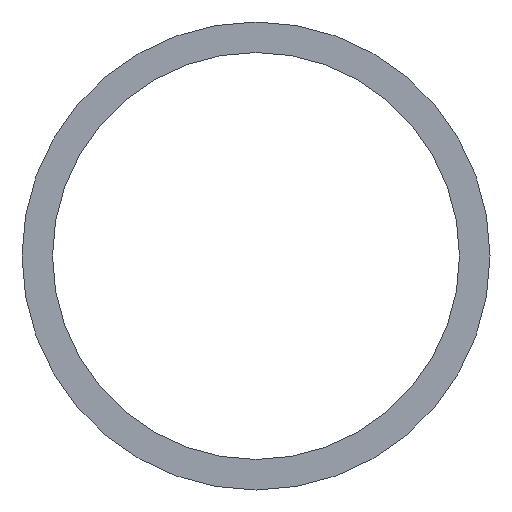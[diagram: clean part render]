
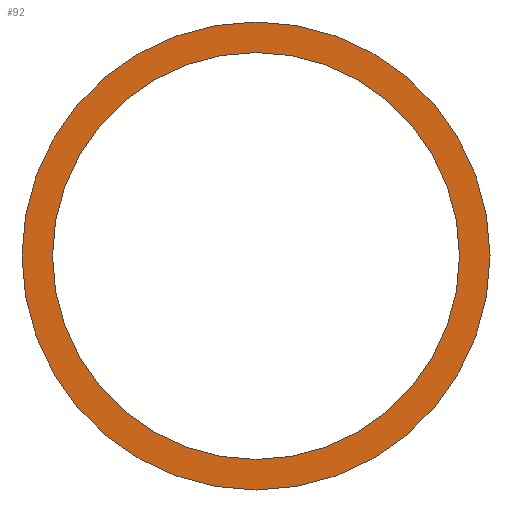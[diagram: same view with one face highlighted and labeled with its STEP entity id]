
A CAD part, front view. The second image highlights one B-rep face of the part: STEP entity #92.
In plain terms, the highlighted planar face has unit normal (0, -1, 0).
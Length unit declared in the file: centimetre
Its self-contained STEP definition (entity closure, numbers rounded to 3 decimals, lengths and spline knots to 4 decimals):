
#7 = CARTESIAN_POINT ( 'NONE',  ( 0., 0., -0.3067 ) ) ;
#8 = VERTEX_POINT ( 'NONE', #89 ) ;
#12 = EDGE_CURVE ( 'NONE', #153, #8, #155, .T. ) ;
#16 = CARTESIAN_POINT ( 'NONE',  ( 0., 0., 0. ) ) ;
#17 = CARTESIAN_POINT ( 'NONE',  ( 0., 0., 0. ) ) ;
#20 = AXIS2_PLACEMENT_3D ( 'NONE', #16, #32, #164 ) ;
#23 = DIRECTION ( 'NONE',  ( 0., 0., 1. ) ) ;
#26 = EDGE_CURVE ( 'NONE', #8, #153, #134, .T. ) ;
#29 = AXIS2_PLACEMENT_3D ( 'NONE', #17, #158, #23 ) ;
#32 = DIRECTION ( 'NONE',  ( 0., 1., 0. ) ) ;
#33 = EDGE_LOOP ( 'NONE', ( #138, #177 ) ) ;
#40 = DIRECTION ( 'NONE',  ( 0., 0., 1. ) ) ;
#43 = EDGE_CURVE ( 'NONE', #122, #106, #90, .T. ) ;
#46 = CARTESIAN_POINT ( 'NONE',  ( 0., 0., 0.2667 ) ) ;
#56 = CARTESIAN_POINT ( 'NONE',  ( 0., 0., 0. ) ) ;
#57 = DIRECTION ( 'NONE',  ( 0., 0., 1. ) ) ;
#66 = ORIENTED_EDGE ( 'NONE', *, *, #73, .F. ) ;
#73 = EDGE_CURVE ( 'NONE', #106, #122, #137, .T. ) ;
#83 = FACE_BOUND ( 'NONE', #33, .T. ) ;
#89 = CARTESIAN_POINT ( 'NONE',  ( 0., 0., -0.2667 ) ) ;
#90 = CIRCLE ( 'NONE', #112, 0.3067 ) ;
#92 = ADVANCED_FACE ( 'NONE', ( #160, #83 ), #101, .F. ) ;
#99 = EDGE_LOOP ( 'NONE', ( #66, #103 ) ) ;
#101 = PLANE ( 'NONE',  #141 ) ;
#103 = ORIENTED_EDGE ( 'NONE', *, *, #43, .F. ) ;
#106 = VERTEX_POINT ( 'NONE', #7 ) ;
#112 = AXIS2_PLACEMENT_3D ( 'NONE', #124, #199, #57 ) ;
#114 = DIRECTION ( 'NONE',  ( 0., 1., 0. ) ) ;
#116 = DIRECTION ( 'NONE',  ( 0., 0., 1. ) ) ;
#119 = DIRECTION ( 'NONE',  ( 0., 1., 0. ) ) ;
#121 = AXIS2_PLACEMENT_3D ( 'NONE', #56, #114, #40 ) ;
#122 = VERTEX_POINT ( 'NONE', #188 ) ;
#124 = CARTESIAN_POINT ( 'NONE',  ( 0., 0., 0. ) ) ;
#134 = CIRCLE ( 'NONE', #121, 0.2667 ) ;
#137 = CIRCLE ( 'NONE', #29, 0.3067 ) ;
#138 = ORIENTED_EDGE ( 'NONE', *, *, #26, .T. ) ;
#141 = AXIS2_PLACEMENT_3D ( 'NONE', #162, #119, #116 ) ;
#153 = VERTEX_POINT ( 'NONE', #46 ) ;
#155 = CIRCLE ( 'NONE', #20, 0.2667 ) ;
#158 = DIRECTION ( 'NONE',  ( 0., 1., 0. ) ) ;
#160 = FACE_OUTER_BOUND ( 'NONE', #99, .T. ) ;
#162 = CARTESIAN_POINT ( 'NONE',  ( 0., 0., 0. ) ) ;
#164 = DIRECTION ( 'NONE',  ( 0., 0., 1. ) ) ;
#177 = ORIENTED_EDGE ( 'NONE', *, *, #12, .T. ) ;
#188 = CARTESIAN_POINT ( 'NONE',  ( 0., 0., 0.3067 ) ) ;
#199 = DIRECTION ( 'NONE',  ( 0., 1., 0. ) ) ;
